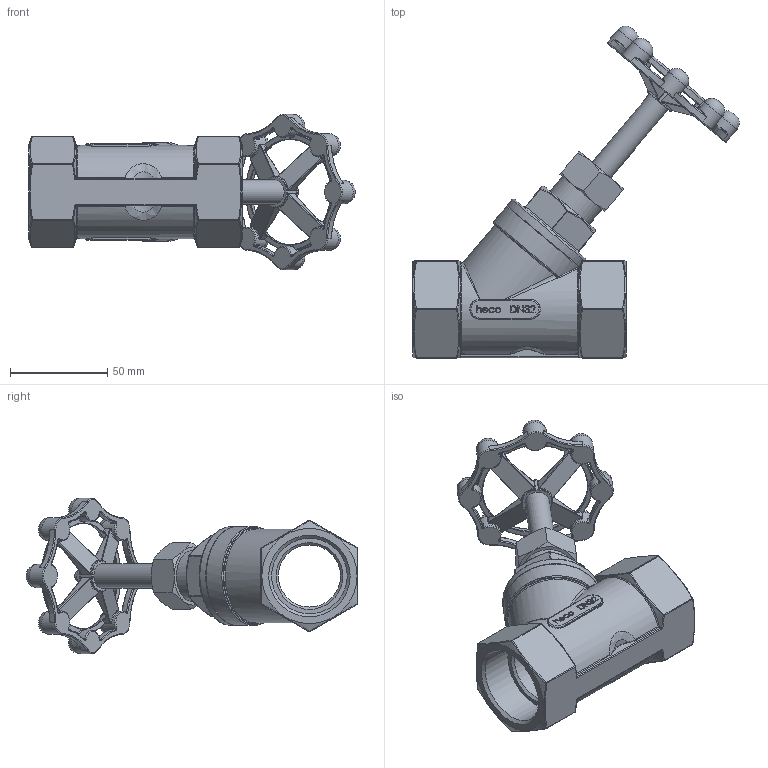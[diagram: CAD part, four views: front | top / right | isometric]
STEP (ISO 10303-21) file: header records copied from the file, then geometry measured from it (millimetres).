
FILE_DESCRIPTION (( 'STEP AP214' ), '1' );
FILE_NAME ('MV-114-S00-4 Muffenschrägsitzventil heco.STEP', '2015-04-15T14:47:44', ( 'test' ), ( '' ), 'SwSTEP 2.0', 'SolidWorks 2011', '' );
FILE_SCHEMA (( 'AUTOMOTIVE_DESIGN' ));
Length unit declared in the file: millimetre
Products named in the file (1): MV-114-S00-4 Muffenschrägsitzventil heco
Bounding box: 168.18 x 170.92 x 79.97 mm (x, y, z)
Volume: 225224.6 mm3; surface area: 54883.2 mm2
Topology: 2 solids, 6 shells, 1181 faces, 2894 edges, 1679 vertices
Faces by surface type: bspline 440, plane 307, cylinder 191, torus 160, sphere 43, cone 40
Full cylindrical faces by diameter (mm): 5.8 x1, 12 x8, 12.5 x1, 16 x2, 21 x1, 26.5 x1, 32 x1, 38.952 x2, 51 x1
Entity records: 63938 total; most frequent: CARTESIAN_POINT 26855, ORIENTED_EDGE 5512, DIRECTION 4213, EDGE_CURVE 2756, VERTEX_POINT 1654, AXIS2_PLACEMENT_3D 1647, EDGE_LOOP 1278, FACE_OUTER_BOUND 1211
